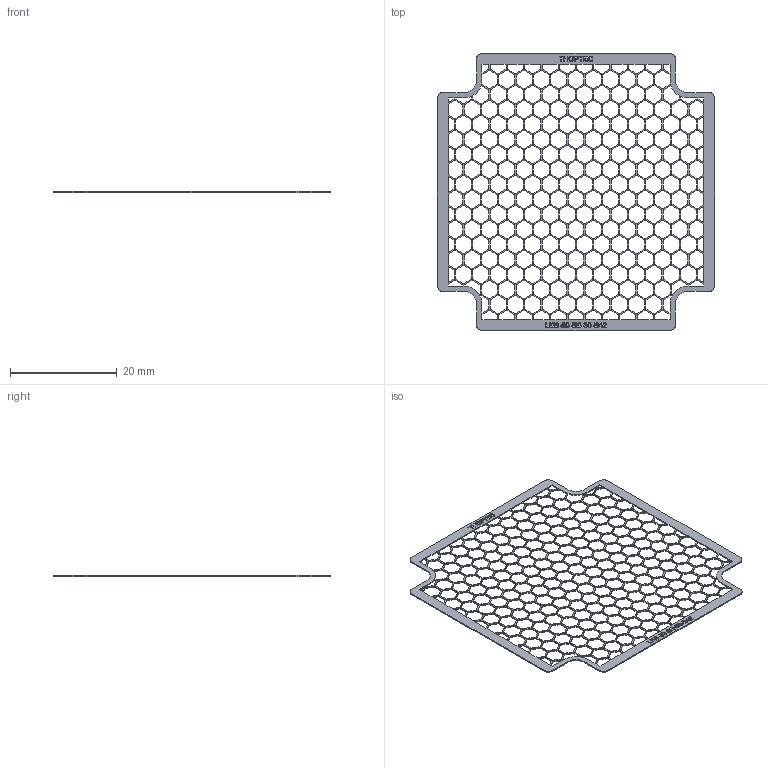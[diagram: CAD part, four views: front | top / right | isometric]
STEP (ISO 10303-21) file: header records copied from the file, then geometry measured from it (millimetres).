
FILE_DESCRIPTION (( 'STEP AP214' ), '1' );
FILE_NAME ('LEB-50-SE-30-B42.STEP', '2013-05-16T10:12:22', ( '' ), ( '' ), 'SwSTEP 2.0', 'SolidWorks 2013', '' );
FILE_SCHEMA (( 'AUTOMOTIVE_DESIGN' ));
Length unit declared in the file: millimetre
Products named in the file (1): LEB-50-SE-30-B42
Bounding box: 52 x 52 x 0.2 mm (x, y, z)
Volume: 131 mm3; surface area: 1873 mm2
Topology: 1 solids, 1 shells, 1959 faces, 5775 edges, 3850 vertices
Faces by surface type: plane 1705, bspline 232, cylinder 22
Entity records: 66391 total; most frequent: CARTESIAN_POINT 14601, ORIENTED_EDGE 11550, DIRECTION 8811, EDGE_CURVE 5775, LINE 5267, VECTOR 5267, VERTEX_POINT 3850, EDGE_LOOP 2517
